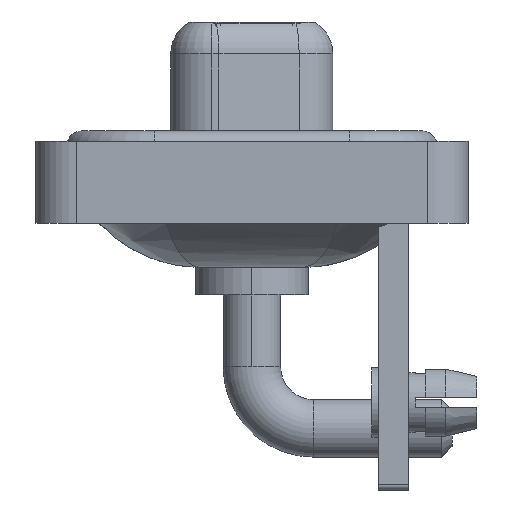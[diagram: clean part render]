
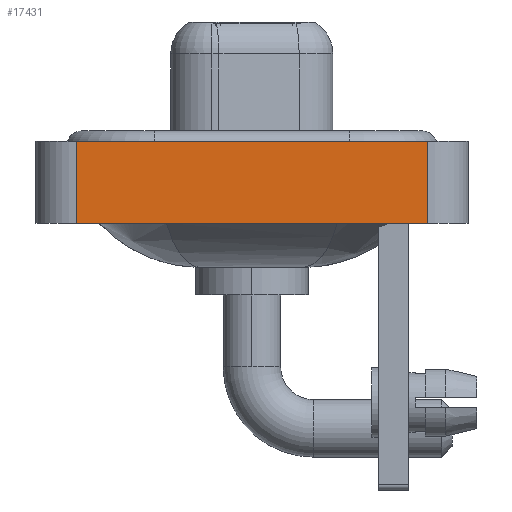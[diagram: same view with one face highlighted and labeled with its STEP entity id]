
A CAD part, left-side view. The second image highlights one B-rep face of the part: STEP entity #17431.
In plain terms, the highlighted planar face has unit normal (-1, 0, 0).
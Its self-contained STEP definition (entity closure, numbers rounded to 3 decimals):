
#524 = ORIENTED_EDGE ( 'NONE', *, *, #10270, .T. ) ;
#1317 = LINE ( 'NONE', #8436, #9261 ) ;
#1877 = VECTOR ( 'NONE', #4937, 1000. ) ;
#2071 = DIRECTION ( 'NONE',  ( 0., 0., 1. ) ) ;
#2170 = LINE ( 'NONE', #15015, #4885 ) ;
#2177 = EDGE_CURVE ( 'NONE', #16156, #16771, #16116, .T. ) ;
#3250 = CARTESIAN_POINT ( 'NONE',  ( -7.3, 8.55, -3.6 ) ) ;
#3611 = CARTESIAN_POINT ( 'NONE',  ( -7.3, -8.55, -3.6 ) ) ;
#4607 = CARTESIAN_POINT ( 'NONE',  ( -7.3, -8.55, -3.6 ) ) ;
#4694 = FACE_OUTER_BOUND ( 'NONE', #16949, .T. ) ;
#4790 = DIRECTION ( 'NONE',  ( -1., 0., 0. ) ) ;
#4885 = VECTOR ( 'NONE', #6678, 1000. ) ;
#4937 = DIRECTION ( 'NONE',  ( 0., 0., 1. ) ) ;
#5615 = DIRECTION ( 'NONE',  ( 0., -1., 0. ) ) ;
#6522 = DIRECTION ( 'NONE',  ( 0., 0., 1. ) ) ;
#6678 = DIRECTION ( 'NONE',  ( 0., -1., 0. ) ) ;
#7348 = ORIENTED_EDGE ( 'NONE', *, *, #2177, .F. ) ;
#8241 = AXIS2_PLACEMENT_3D ( 'NONE', #4607, #4790, #2071 ) ;
#8423 = VECTOR ( 'NONE', #6522, 1000. ) ;
#8436 = CARTESIAN_POINT ( 'NONE',  ( -7.3, -8.55, -3.6 ) ) ;
#9193 = CARTESIAN_POINT ( 'NONE',  ( -7.3, 8.55, -3.6 ) ) ;
#9261 = VECTOR ( 'NONE', #5615, 1000. ) ;
#9333 = EDGE_CURVE ( 'NONE', #11632, #12272, #13653, .T. ) ;
#10270 = EDGE_CURVE ( 'NONE', #16156, #11632, #1317, .T. ) ;
#11632 = VERTEX_POINT ( 'NONE', #17688 ) ;
#12004 = PLANE ( 'NONE',  #8241 ) ;
#12272 = VERTEX_POINT ( 'NONE', #17857 ) ;
#12302 = ORIENTED_EDGE ( 'NONE', *, *, #14082, .F. ) ;
#13653 = LINE ( 'NONE', #3611, #8423 ) ;
#13780 = ORIENTED_EDGE ( 'NONE', *, *, #9333, .T. ) ;
#14082 = EDGE_CURVE ( 'NONE', #16771, #12272, #2170, .T. ) ;
#15015 = CARTESIAN_POINT ( 'NONE',  ( -7.3, -8.55, 0.4 ) ) ;
#16116 = LINE ( 'NONE', #3250, #1877 ) ;
#16156 = VERTEX_POINT ( 'NONE', #9193 ) ;
#16771 = VERTEX_POINT ( 'NONE', #18516 ) ;
#16949 = EDGE_LOOP ( 'NONE', ( #13780, #12302, #7348, #524 ) ) ;
#17431 = ADVANCED_FACE ( 'NONE', ( #4694 ), #12004, .T. ) ;
#17688 = CARTESIAN_POINT ( 'NONE',  ( -7.3, -8.55, -3.6 ) ) ;
#17857 = CARTESIAN_POINT ( 'NONE',  ( -7.3, -8.55, 0.4 ) ) ;
#18516 = CARTESIAN_POINT ( 'NONE',  ( -7.3, 8.55, 0.4 ) ) ;
